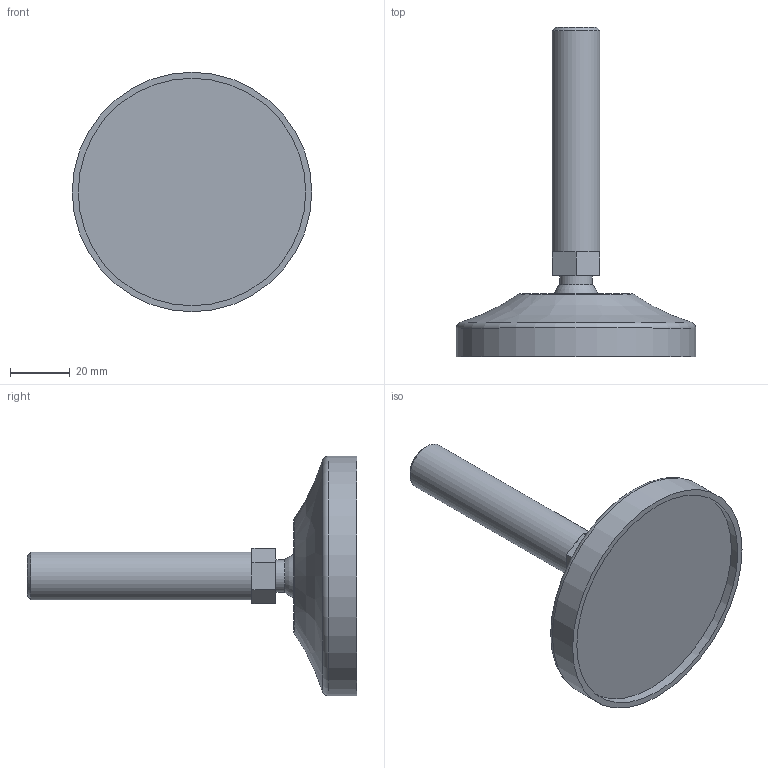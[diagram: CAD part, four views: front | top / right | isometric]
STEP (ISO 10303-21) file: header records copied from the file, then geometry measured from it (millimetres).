
FILE_DESCRIPTION( ( 'STEP AP214' ), '1' );
FILE_NAME( 'K0742.008016X750.stp', '2020-12-09T15:46:27', ( '' ), ( '' ), ' ', 'PARTsolutions', ' ' );
FILE_SCHEMA( ( 'AUTOMOTIVE_DESIGN { 1 0 10303 214 1 1 1 1 }' ) );
Length unit declared in the file: millimetre
Products named in the file (1): _K0742.008016X750
Bounding box: 80 x 110 x 80 mm (x, y, z)
Volume: 84648.7 mm3; surface area: 19053 mm2
Topology: 1 solids, 2 shells, 28 faces, 58 edges, 35 vertices
Faces by surface type: plane 17, cylinder 4, sphere 3, torus 2, cone 1, bspline 1
Full cylindrical faces by diameter (mm): 11 x1, 16 x1, 76 x1, 80 x1
Entity records: 911 total; most frequent: CARTESIAN_POINT 132, DIRECTION 118, ORIENTED_EDGE 86, AXIS2_PLACEMENT_3D 47, EDGE_CURVE 43, EDGE_LOOP 40, FACE_OUTER_BOUND 36, VERTEX_POINT 33
